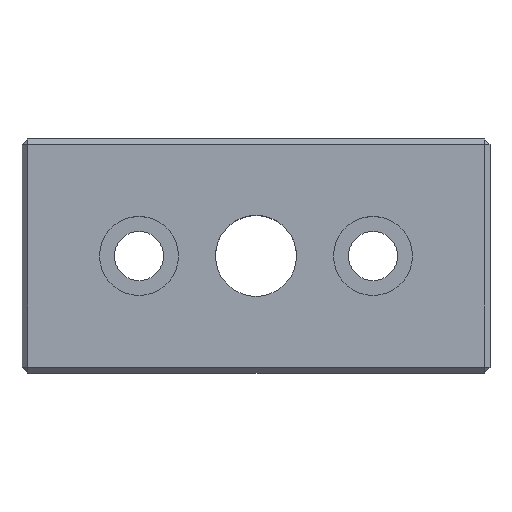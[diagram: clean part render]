
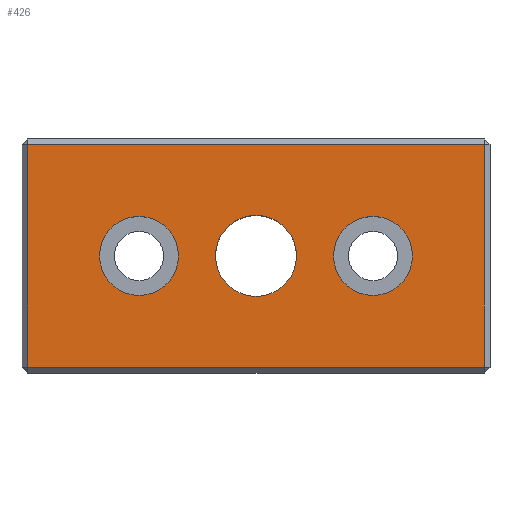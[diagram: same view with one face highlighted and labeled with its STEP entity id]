
A CAD part, top view. The second image highlights one B-rep face of the part: STEP entity #426.
In plain terms, the highlighted planar face has unit normal (0, 0, 1).
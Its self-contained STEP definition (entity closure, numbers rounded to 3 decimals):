
#24=FACE_BOUND('',#93,.T.);
#25=FACE_BOUND('',#94,.T.);
#26=FACE_BOUND('',#95,.T.);
#33=CIRCLE('',#464,6.918);
#34=CIRCLE('',#465,6.918);
#38=CIRCLE('',#471,6.75);
#39=CIRCLE('',#483,6.75);
#63=FACE_OUTER_BOUND('',#92,.T.);
#92=EDGE_LOOP('',(#361,#362,#363,#364));
#93=EDGE_LOOP('',(#365,#366));
#94=EDGE_LOOP('',(#367));
#95=EDGE_LOOP('',(#368));
#130=LINE('',#698,#171);
#136=LINE('',#709,#177);
#138=LINE('',#712,#179);
#139=LINE('',#714,#180);
#171=VECTOR('',#572,38.);
#177=VECTOR('',#584,78.);
#179=VECTOR('',#588,38.);
#180=VECTOR('',#591,78.);
#204=VERTEX_POINT('',#671);
#205=VERTEX_POINT('',#672);
#209=VERTEX_POINT('',#684);
#210=VERTEX_POINT('',#690);
#211=VERTEX_POINT('',#694);
#212=VERTEX_POINT('',#700);
#213=VERTEX_POINT('',#704);
#214=VERTEX_POINT('',#717);
#245=EDGE_CURVE('',#204,#205,#33,.T.);
#246=EDGE_CURVE('',#205,#204,#34,.T.);
#252=EDGE_CURVE('',#209,#209,#38,.T.);
#258=EDGE_CURVE('',#210,#211,#130,.T.);
#264=EDGE_CURVE('',#211,#213,#136,.T.);
#266=EDGE_CURVE('',#213,#212,#138,.T.);
#267=EDGE_CURVE('',#212,#210,#139,.T.);
#268=EDGE_CURVE('',#214,#214,#39,.T.);
#361=ORIENTED_EDGE('',*,*,#258,.F.);
#362=ORIENTED_EDGE('',*,*,#267,.F.);
#363=ORIENTED_EDGE('',*,*,#266,.F.);
#364=ORIENTED_EDGE('',*,*,#264,.F.);
#365=ORIENTED_EDGE('',*,*,#245,.T.);
#366=ORIENTED_EDGE('',*,*,#246,.T.);
#367=ORIENTED_EDGE('',*,*,#252,.T.);
#368=ORIENTED_EDGE('',*,*,#268,.T.);
#403=PLANE('',#482);
#426=ADVANCED_FACE('',(#63,#24,#25,#26),#403,.T.);
#464=AXIS2_PLACEMENT_3D('',#673,#541,#542);
#465=AXIS2_PLACEMENT_3D('',#674,#543,#544);
#471=AXIS2_PLACEMENT_3D('',#686,#557,#558);
#482=AXIS2_PLACEMENT_3D('',#716,#594,#595);
#483=AXIS2_PLACEMENT_3D('',#718,#596,#597);
#541=DIRECTION('center_axis',(0.,0.,-1.));
#542=DIRECTION('ref_axis',(1.,0.,0.));
#543=DIRECTION('center_axis',(0.,0.,-1.));
#544=DIRECTION('ref_axis',(1.,0.,0.));
#557=DIRECTION('center_axis',(0.,0.,-1.));
#558=DIRECTION('ref_axis',(1.,0.,0.));
#572=DIRECTION('',(0.,-1.,0.));
#584=DIRECTION('',(-1.,0.,0.));
#588=DIRECTION('',(0.,1.,0.));
#591=DIRECTION('',(1.,0.,0.));
#594=DIRECTION('center_axis',(0.,0.,1.));
#595=DIRECTION('ref_axis',(1.,0.,0.));
#596=DIRECTION('center_axis',(0.,0.,-1.));
#597=DIRECTION('ref_axis',(1.,0.,0.));
#671=CARTESIAN_POINT('',(6.918,0.,15.));
#672=CARTESIAN_POINT('',(-6.918,0.,15.));
#673=CARTESIAN_POINT('Origin',(0.,0.,15.));
#674=CARTESIAN_POINT('Origin',(0.,0.,15.));
#684=CARTESIAN_POINT('',(26.75,0.,15.));
#686=CARTESIAN_POINT('Origin',(20.,0.,15.));
#690=CARTESIAN_POINT('',(39.,19.,15.));
#694=CARTESIAN_POINT('',(39.,-19.,15.));
#698=CARTESIAN_POINT('',(39.,19.,15.));
#700=CARTESIAN_POINT('',(-39.,19.,15.));
#704=CARTESIAN_POINT('',(-39.,-19.,15.));
#709=CARTESIAN_POINT('',(39.,-19.,15.));
#712=CARTESIAN_POINT('',(-39.,-19.,15.));
#714=CARTESIAN_POINT('',(-39.,19.,15.));
#716=CARTESIAN_POINT('Origin',(0.,0.,15.));
#717=CARTESIAN_POINT('',(-13.25,0.,15.));
#718=CARTESIAN_POINT('Origin',(-20.,0.,15.));
